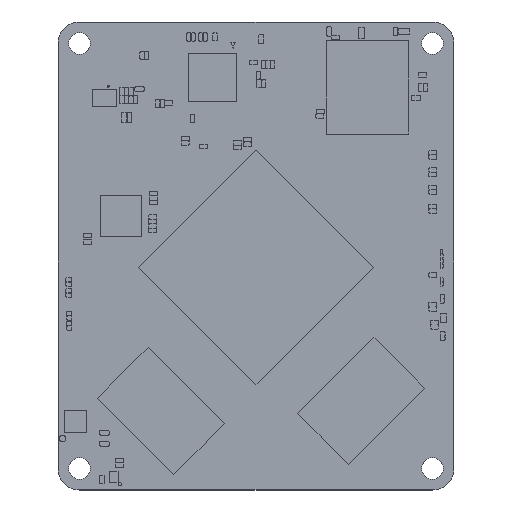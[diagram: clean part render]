
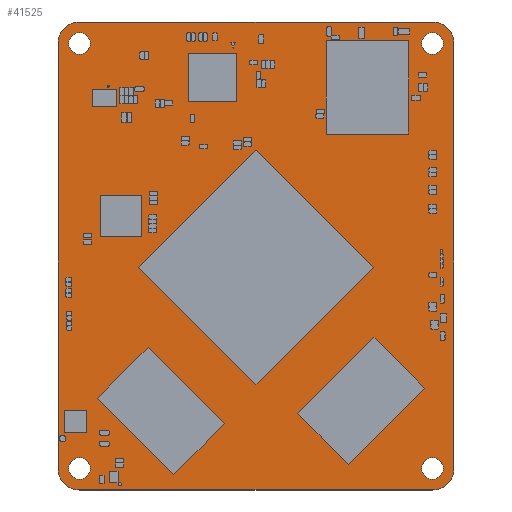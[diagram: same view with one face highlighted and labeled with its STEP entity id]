
A CAD part, top view. The second image highlights one B-rep face of the part: STEP entity #41525.
In plain terms, the highlighted planar face has unit normal (0, 0, 1).
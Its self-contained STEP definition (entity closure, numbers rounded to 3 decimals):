
#41225=CARTESIAN_POINT('',(3.,65.,0.));
#41226=VERTEX_POINT('',#41225);
#41233=CARTESIAN_POINT('',(52.,65.,0.));
#41234=VERTEX_POINT('',#41233);
#41235=CARTESIAN_POINT('',(52.,65.,0.));
#41236=DIRECTION('',(-1.,0.,0.));
#41237=VECTOR('',#41236,49.);
#41238=LINE('',#41235,#41237);
#41239=EDGE_CURVE('',#41234,#41226,#41238,.T.);
#41264=CARTESIAN_POINT('',(0.,62.,0.));
#41265=VERTEX_POINT('',#41264);
#41272=CARTESIAN_POINT('',(3.,62.,0.));
#41273=DIRECTION('',(0.,0.,1.));
#41274=DIRECTION('',(1.,0.,-0.));
#41275=AXIS2_PLACEMENT_3D('',#41272,#41273,#41274);
#41276=CIRCLE('',#41275,3.);
#41277=EDGE_CURVE('',#41226,#41265,#41276,.T.);
#41296=CARTESIAN_POINT('',(0.,3.,0.));
#41297=VERTEX_POINT('',#41296);
#41304=CARTESIAN_POINT('',(0.,62.,0.));
#41305=DIRECTION('',(0.,-1.,0.));
#41306=VECTOR('',#41305,59.);
#41307=LINE('',#41304,#41306);
#41308=EDGE_CURVE('',#41265,#41297,#41307,.T.);
#41328=CARTESIAN_POINT('',(3.,0.,0.));
#41329=VERTEX_POINT('',#41328);
#41336=CARTESIAN_POINT('',(3.,3.,0.));
#41337=DIRECTION('',(0.,0.,1.));
#41338=DIRECTION('',(1.,0.,-0.));
#41339=AXIS2_PLACEMENT_3D('',#41336,#41337,#41338);
#41340=CIRCLE('',#41339,3.);
#41341=EDGE_CURVE('',#41297,#41329,#41340,.T.);
#41360=CARTESIAN_POINT('',(52.,0.,0.));
#41361=VERTEX_POINT('',#41360);
#41368=CARTESIAN_POINT('',(3.,0.,0.));
#41369=DIRECTION('',(1.,0.,-0.));
#41370=VECTOR('',#41369,49.);
#41371=LINE('',#41368,#41370);
#41372=EDGE_CURVE('',#41329,#41361,#41371,.T.);
#41392=CARTESIAN_POINT('',(55.,3.,0.));
#41393=VERTEX_POINT('',#41392);
#41400=CARTESIAN_POINT('',(52.,3.,0.));
#41401=DIRECTION('',(0.,0.,1.));
#41402=DIRECTION('',(1.,0.,-0.));
#41403=AXIS2_PLACEMENT_3D('',#41400,#41401,#41402);
#41404=CIRCLE('',#41403,3.);
#41405=EDGE_CURVE('',#41361,#41393,#41404,.T.);
#41424=CARTESIAN_POINT('',(55.,62.,0.));
#41425=VERTEX_POINT('',#41424);
#41432=CARTESIAN_POINT('',(55.,3.,0.));
#41433=DIRECTION('',(0.,1.,0.));
#41434=VECTOR('',#41433,59.);
#41435=LINE('',#41432,#41434);
#41436=EDGE_CURVE('',#41393,#41425,#41435,.T.);
#41455=CARTESIAN_POINT('',(52.,62.,0.));
#41456=DIRECTION('',(0.,0.,1.));
#41457=DIRECTION('',(1.,0.,-0.));
#41458=AXIS2_PLACEMENT_3D('',#41455,#41456,#41457);
#41459=CIRCLE('',#41458,3.);
#41460=EDGE_CURVE('',#41425,#41234,#41459,.T.);
#41466=CARTESIAN_POINT('',(0.,0.,0.));
#41467=DIRECTION('',(0.,0.,1.));
#41468=DIRECTION('',(1.,0.,0.));
#41469=AXIS2_PLACEMENT_3D('',#41466,#41467,#41468);
#41470=PLANE('',#41469);
#41471=CARTESIAN_POINT('',(4.5,62.,0.));
#41472=VERTEX_POINT('',#41471);
#41473=CARTESIAN_POINT('',(3.,62.,0.));
#41474=DIRECTION('',(0.,0.,1.));
#41475=DIRECTION('',(1.,0.,-0.));
#41476=AXIS2_PLACEMENT_3D('',#41473,#41474,#41475);
#41477=CIRCLE('',#41476,1.5);
#41478=EDGE_CURVE('',#41472,#41472,#41477,.T.);
#41479=ORIENTED_EDGE('',*,*,#41478,.F.);
#41480=EDGE_LOOP('',(#41479));
#41481=FACE_BOUND('',#41480,.T.);
#41482=CARTESIAN_POINT('',(53.5,62.,0.));
#41483=VERTEX_POINT('',#41482);
#41484=CARTESIAN_POINT('',(52.,62.,0.));
#41485=DIRECTION('',(0.,0.,1.));
#41486=DIRECTION('',(1.,0.,-0.));
#41487=AXIS2_PLACEMENT_3D('',#41484,#41485,#41486);
#41488=CIRCLE('',#41487,1.5);
#41489=EDGE_CURVE('',#41483,#41483,#41488,.T.);
#41490=ORIENTED_EDGE('',*,*,#41489,.F.);
#41491=EDGE_LOOP('',(#41490));
#41492=FACE_BOUND('',#41491,.T.);
#41493=CARTESIAN_POINT('',(53.5,3.,0.));
#41494=VERTEX_POINT('',#41493);
#41495=CARTESIAN_POINT('',(52.,3.,0.));
#41496=DIRECTION('',(0.,0.,1.));
#41497=DIRECTION('',(1.,0.,-0.));
#41498=AXIS2_PLACEMENT_3D('',#41495,#41496,#41497);
#41499=CIRCLE('',#41498,1.5);
#41500=EDGE_CURVE('',#41494,#41494,#41499,.T.);
#41501=ORIENTED_EDGE('',*,*,#41500,.F.);
#41502=EDGE_LOOP('',(#41501));
#41503=FACE_BOUND('',#41502,.T.);
#41504=CARTESIAN_POINT('',(4.5,3.,0.));
#41505=VERTEX_POINT('',#41504);
#41506=CARTESIAN_POINT('',(3.,3.,0.));
#41507=DIRECTION('',(0.,0.,1.));
#41508=DIRECTION('',(1.,0.,-0.));
#41509=AXIS2_PLACEMENT_3D('',#41506,#41507,#41508);
#41510=CIRCLE('',#41509,1.5);
#41511=EDGE_CURVE('',#41505,#41505,#41510,.T.);
#41512=ORIENTED_EDGE('',*,*,#41511,.F.);
#41513=EDGE_LOOP('',(#41512));
#41514=FACE_BOUND('',#41513,.T.);
#41515=ORIENTED_EDGE('',*,*,#41239,.T.);
#41516=ORIENTED_EDGE('',*,*,#41277,.T.);
#41517=ORIENTED_EDGE('',*,*,#41308,.T.);
#41518=ORIENTED_EDGE('',*,*,#41341,.T.);
#41519=ORIENTED_EDGE('',*,*,#41372,.T.);
#41520=ORIENTED_EDGE('',*,*,#41405,.T.);
#41521=ORIENTED_EDGE('',*,*,#41436,.T.);
#41522=ORIENTED_EDGE('',*,*,#41460,.T.);
#41523=EDGE_LOOP('',(#41515,#41516,#41517,#41518,#41519,#41520,#41521,#41522));
#41524=FACE_BOUND('',#41523,.T.);
#41525=ADVANCED_FACE('',(#41481,#41492,#41503,#41514,#41524),#41470,.T.);
